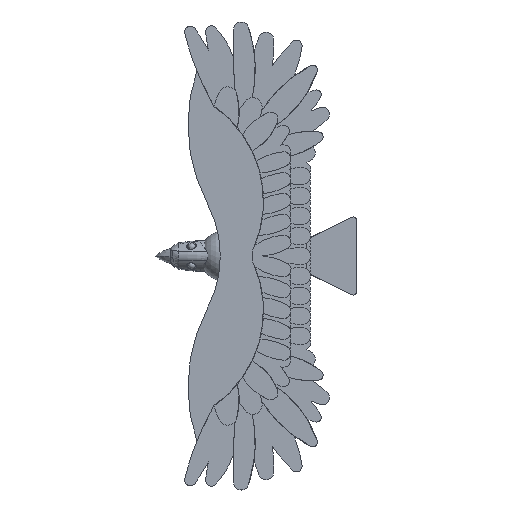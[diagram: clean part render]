
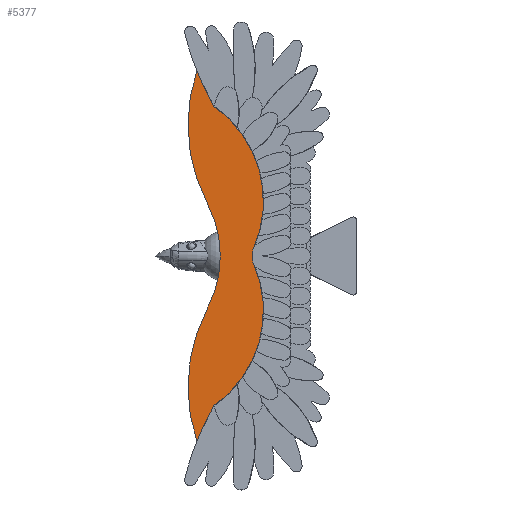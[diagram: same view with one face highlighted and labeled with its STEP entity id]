
A CAD part, top view. The second image highlights one B-rep face of the part: STEP entity #5377.
In plain terms, the highlighted planar face has unit normal (0, 0, 1).
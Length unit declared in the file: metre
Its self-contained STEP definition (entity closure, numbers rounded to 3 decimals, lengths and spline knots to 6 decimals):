
#430=CIRCLE('',#5632,0.06732);
#440=CIRCLE('',#5644,0.069595);
#637=CIRCLE('',#5960,0.172056);
#638=CIRCLE('',#5962,0.102321);
#639=CIRCLE('',#5964,0.012178);
#640=CIRCLE('',#5965,0.069595);
#641=CIRCLE('',#5966,0.172056);
#642=CIRCLE('',#5967,0.102321);
#1841=ORIENTED_EDGE('',*,*,#2766,.F.);
#1842=ORIENTED_EDGE('',*,*,#3087,.F.);
#1843=ORIENTED_EDGE('',*,*,#3088,.T.);
#1844=ORIENTED_EDGE('',*,*,#3089,.F.);
#1845=ORIENTED_EDGE('',*,*,#3090,.T.);
#1846=ORIENTED_EDGE('',*,*,#2754,.F.);
#1847=ORIENTED_EDGE('',*,*,#3086,.F.);
#1848=ORIENTED_EDGE('',*,*,#3084,.T.);
#2754=EDGE_CURVE('',#3571,#3572,#430,.T.);
#2766=EDGE_CURVE('',#3582,#3583,#440,.T.);
#3084=EDGE_CURVE('',#3781,#3583,#637,.F.);
#3086=EDGE_CURVE('',#3781,#3571,#638,.T.);
#3087=EDGE_CURVE('',#3782,#3582,#639,.T.);
#3088=EDGE_CURVE('',#3782,#3783,#640,.T.);
#3089=EDGE_CURVE('',#3784,#3783,#641,.F.);
#3090=EDGE_CURVE('',#3784,#3572,#642,.T.);
#3571=VERTEX_POINT('',#10452);
#3572=VERTEX_POINT('',#10454);
#3582=VERTEX_POINT('',#10477);
#3583=VERTEX_POINT('',#10479);
#3781=VERTEX_POINT('',#11114);
#3782=VERTEX_POINT('',#11120);
#3783=VERTEX_POINT('',#11122);
#3784=VERTEX_POINT('',#11124);
#4700=EDGE_LOOP('',(#1841,#1842,#1843,#1844,#1845,#1846,#1847,#1848));
#5008=FACE_BOUND('',#4700,.T.);
#5170=PLANE('',#5963);
#5377=ADVANCED_FACE('',(#5008),#5170,.F.);
#5632=AXIS2_PLACEMENT_3D('',#10453,#6532,#6533);
#5644=AXIS2_PLACEMENT_3D('',#10478,#6558,#6559);
#5960=AXIS2_PLACEMENT_3D('',#11113,#7311,#7312);
#5962=AXIS2_PLACEMENT_3D('',#11117,#7316,#7317);
#5963=AXIS2_PLACEMENT_3D('',#11118,#7318,#7319);
#5964=AXIS2_PLACEMENT_3D('',#11119,#7320,#7321);
#5965=AXIS2_PLACEMENT_3D('',#11121,#7322,#7323);
#5966=AXIS2_PLACEMENT_3D('',#11123,#7324,#7325);
#5967=AXIS2_PLACEMENT_3D('',#11125,#7326,#7327);
#6532=DIRECTION('',(0.,0.,1.));
#6533=DIRECTION('',(1.,0.,0.));
#6558=DIRECTION('',(0.,0.,-1.));
#6559=DIRECTION('',(-1.,0.,0.));
#7311=DIRECTION('',(0.,0.,1.));
#7312=DIRECTION('',(1.,0.,0.));
#7316=DIRECTION('',(0.,0.,-1.));
#7317=DIRECTION('',(-1.,0.,0.));
#7318=DIRECTION('',(0.,0.,-1.));
#7319=DIRECTION('',(1.,0.,0.));
#7320=DIRECTION('',(0.,0.,1.));
#7321=DIRECTION('',(1.,0.,0.));
#7322=DIRECTION('',(0.,0.,1.));
#7323=DIRECTION('',(-1.,0.,0.));
#7324=DIRECTION('',(0.,0.,-1.));
#7325=DIRECTION('',(1.,0.,0.));
#7326=DIRECTION('',(0.,0.,1.));
#7327=DIRECTION('',(-1.,0.,0.));
#10452=CARTESIAN_POINT('',(-0.050541,-0.031271,0.0154));
#10453=CARTESIAN_POINT('',(-0.110157,0.,0.0154));
#10454=CARTESIAN_POINT('',(-0.050541,0.031271,0.0154));
#10477=CARTESIAN_POINT('',(-0.022815,-0.004896,0.0154));
#10478=CARTESIAN_POINT('',(-0.086538,-0.032876,0.0154));
#10479=CARTESIAN_POINT('',(-0.04671,-0.089948,0.0154));
#11113=CARTESIAN_POINT('',(0.102818,-0.175061,0.0154));
#11114=CARTESIAN_POINT('',(-0.056968,-0.111252,0.0154));
#11117=CARTESIAN_POINT('',(0.040071,-0.078801,0.0154));
#11118=CARTESIAN_POINT('',(-0.020806,-0.067795,0.0154));
#11119=CARTESIAN_POINT('',(-0.011665,0.,0.0154));
#11120=CARTESIAN_POINT('',(-0.022815,0.004896,0.0154));
#11121=CARTESIAN_POINT('',(-0.086538,0.032876,0.0154));
#11122=CARTESIAN_POINT('',(-0.04671,0.089948,0.0154));
#11123=CARTESIAN_POINT('',(0.102818,0.175061,0.0154));
#11124=CARTESIAN_POINT('',(-0.056968,0.111252,0.0154));
#11125=CARTESIAN_POINT('',(0.040071,0.078801,0.0154));
